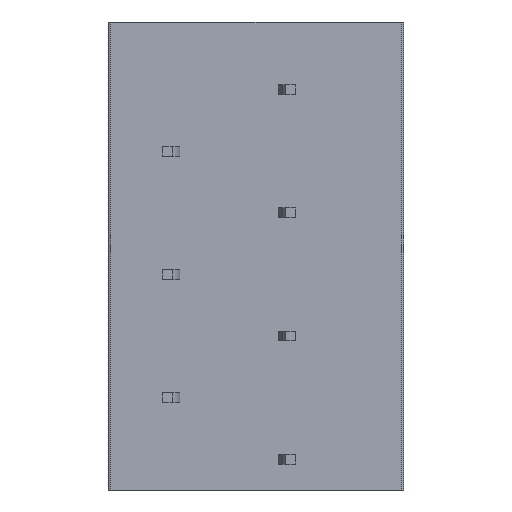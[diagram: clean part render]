
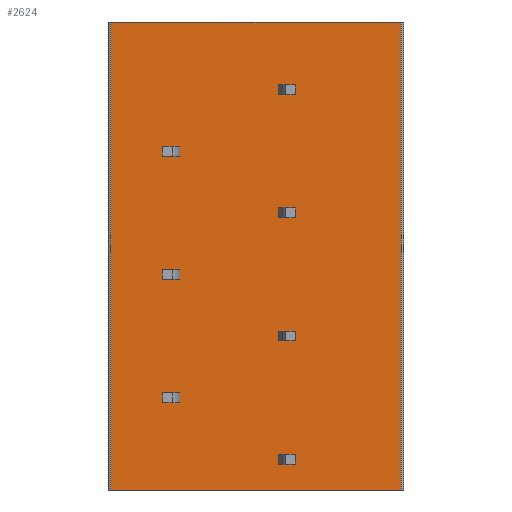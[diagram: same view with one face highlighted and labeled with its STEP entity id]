
A CAD part, front view. The second image highlights one B-rep face of the part: STEP entity #2624.
In plain terms, the highlighted planar face has unit normal (0, -1, 0).
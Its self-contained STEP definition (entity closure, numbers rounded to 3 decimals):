
#42=DIRECTION('',(1.,0.,0.));
#43=VECTOR('',#42,11.8);
#44=CARTESIAN_POINT('',(-5.9,-5.75,-16.25));
#45=LINE('',#44,#43);
#63=DIRECTION('',(0.,0.,-1.));
#64=VECTOR('',#63,19.);
#65=CARTESIAN_POINT('',(5.9,-5.75,2.75));
#66=LINE('',#65,#64);
#67=DIRECTION('',(0.,0.,-1.));
#68=VECTOR('',#67,19.);
#69=CARTESIAN_POINT('',(-5.9,-5.75,2.75));
#70=LINE('',#69,#68);
#71=DIRECTION('',(1.,0.,0.));
#72=VECTOR('',#71,0.4);
#73=CARTESIAN_POINT('',(1.2,-5.75,-0.2));
#74=LINE('',#73,#72);
#75=DIRECTION('',(0.,0.,1.));
#76=VECTOR('',#75,0.4);
#77=CARTESIAN_POINT('',(1.6,-5.75,-0.2));
#78=LINE('',#77,#76);
#79=DIRECTION('',(1.,0.,0.));
#80=VECTOR('',#79,0.4);
#81=CARTESIAN_POINT('',(1.2,-5.75,0.2));
#82=LINE('',#81,#80);
#83=DIRECTION('',(0.,0.,1.));
#84=VECTOR('',#83,0.4);
#85=CARTESIAN_POINT('',(1.2,-5.75,-0.2));
#86=LINE('',#85,#84);
#87=DIRECTION('',(1.,0.,0.));
#88=VECTOR('',#87,0.4);
#89=CARTESIAN_POINT('',(1.2,-5.75,-5.2));
#90=LINE('',#89,#88);
#91=DIRECTION('',(0.,0.,1.));
#92=VECTOR('',#91,0.4);
#93=CARTESIAN_POINT('',(1.6,-5.75,-5.2));
#94=LINE('',#93,#92);
#95=DIRECTION('',(1.,0.,0.));
#96=VECTOR('',#95,0.4);
#97=CARTESIAN_POINT('',(1.2,-5.75,-4.8));
#98=LINE('',#97,#96);
#99=DIRECTION('',(0.,0.,1.));
#100=VECTOR('',#99,0.4);
#101=CARTESIAN_POINT('',(1.2,-5.75,-5.2));
#102=LINE('',#101,#100);
#103=DIRECTION('',(1.,0.,0.));
#104=VECTOR('',#103,0.4);
#105=CARTESIAN_POINT('',(1.2,-5.75,-10.2));
#106=LINE('',#105,#104);
#107=DIRECTION('',(0.,0.,1.));
#108=VECTOR('',#107,0.4);
#109=CARTESIAN_POINT('',(1.6,-5.75,-10.2));
#110=LINE('',#109,#108);
#111=DIRECTION('',(1.,0.,0.));
#112=VECTOR('',#111,0.4);
#113=CARTESIAN_POINT('',(1.2,-5.75,-9.8));
#114=LINE('',#113,#112);
#115=DIRECTION('',(0.,0.,1.));
#116=VECTOR('',#115,0.4);
#117=CARTESIAN_POINT('',(1.2,-5.75,-10.2));
#118=LINE('',#117,#116);
#119=DIRECTION('',(1.,0.,0.));
#120=VECTOR('',#119,0.4);
#121=CARTESIAN_POINT('',(1.2,-5.75,-15.2));
#122=LINE('',#121,#120);
#123=DIRECTION('',(0.,0.,1.));
#124=VECTOR('',#123,0.4);
#125=CARTESIAN_POINT('',(1.6,-5.75,-15.2));
#126=LINE('',#125,#124);
#127=DIRECTION('',(1.,0.,0.));
#128=VECTOR('',#127,0.4);
#129=CARTESIAN_POINT('',(1.2,-5.75,-14.8));
#130=LINE('',#129,#128);
#131=DIRECTION('',(0.,0.,1.));
#132=VECTOR('',#131,0.4);
#133=CARTESIAN_POINT('',(1.2,-5.75,-15.2));
#134=LINE('',#133,#132);
#135=DIRECTION('',(1.,0.,0.));
#136=VECTOR('',#135,0.4);
#137=CARTESIAN_POINT('',(-3.8,-5.75,-2.7));
#138=LINE('',#137,#136);
#139=DIRECTION('',(0.,0.,1.));
#140=VECTOR('',#139,0.4);
#141=CARTESIAN_POINT('',(-3.4,-5.75,-2.7));
#142=LINE('',#141,#140);
#143=DIRECTION('',(1.,0.,0.));
#144=VECTOR('',#143,0.4);
#145=CARTESIAN_POINT('',(-3.8,-5.75,-2.3));
#146=LINE('',#145,#144);
#147=DIRECTION('',(0.,0.,1.));
#148=VECTOR('',#147,0.4);
#149=CARTESIAN_POINT('',(-3.8,-5.75,-2.7));
#150=LINE('',#149,#148);
#151=DIRECTION('',(1.,0.,0.));
#152=VECTOR('',#151,0.4);
#153=CARTESIAN_POINT('',(-3.8,-5.75,-7.7));
#154=LINE('',#153,#152);
#155=DIRECTION('',(0.,0.,1.));
#156=VECTOR('',#155,0.4);
#157=CARTESIAN_POINT('',(-3.4,-5.75,-7.7));
#158=LINE('',#157,#156);
#159=DIRECTION('',(1.,0.,0.));
#160=VECTOR('',#159,0.4);
#161=CARTESIAN_POINT('',(-3.8,-5.75,-7.3));
#162=LINE('',#161,#160);
#163=DIRECTION('',(0.,0.,1.));
#164=VECTOR('',#163,0.4);
#165=CARTESIAN_POINT('',(-3.8,-5.75,-7.7));
#166=LINE('',#165,#164);
#167=DIRECTION('',(1.,0.,0.));
#168=VECTOR('',#167,0.4);
#169=CARTESIAN_POINT('',(-3.8,-5.75,-12.7));
#170=LINE('',#169,#168);
#171=DIRECTION('',(0.,0.,1.));
#172=VECTOR('',#171,0.4);
#173=CARTESIAN_POINT('',(-3.4,-5.75,-12.7));
#174=LINE('',#173,#172);
#175=DIRECTION('',(1.,0.,0.));
#176=VECTOR('',#175,0.4);
#177=CARTESIAN_POINT('',(-3.8,-5.75,-12.3));
#178=LINE('',#177,#176);
#179=DIRECTION('',(0.,0.,1.));
#180=VECTOR('',#179,0.4);
#181=CARTESIAN_POINT('',(-3.8,-5.75,-12.7));
#182=LINE('',#181,#180);
#213=DIRECTION('',(1.,0.,0.));
#214=VECTOR('',#213,11.8);
#215=CARTESIAN_POINT('',(-5.9,-5.75,2.75));
#216=LINE('',#215,#214);
#1951=CARTESIAN_POINT('',(5.9,-5.75,-16.25));
#1953=VERTEX_POINT('',#1951);
#1954=CARTESIAN_POINT('',(5.9,-5.75,2.75));
#1955=VERTEX_POINT('',#1954);
#1982=CARTESIAN_POINT('',(-5.9,-5.75,-16.25));
#1984=VERTEX_POINT('',#1982);
#1988=CARTESIAN_POINT('',(-5.9,-5.75,2.75));
#1989=VERTEX_POINT('',#1988);
#2002=CARTESIAN_POINT('',(1.2,-5.75,-0.2));
#2003=CARTESIAN_POINT('',(1.6,-5.75,-0.2));
#2004=VERTEX_POINT('',#2002);
#2005=VERTEX_POINT('',#2003);
#2006=CARTESIAN_POINT('',(1.2,-5.75,0.2));
#2007=CARTESIAN_POINT('',(1.6,-5.75,0.2));
#2008=VERTEX_POINT('',#2006);
#2009=VERTEX_POINT('',#2007);
#2022=CARTESIAN_POINT('',(-3.8,-5.75,-2.7));
#2023=CARTESIAN_POINT('',(-3.4,-5.75,-2.7));
#2024=VERTEX_POINT('',#2022);
#2025=VERTEX_POINT('',#2023);
#2026=CARTESIAN_POINT('',(-3.8,-5.75,-2.3));
#2027=CARTESIAN_POINT('',(-3.4,-5.75,-2.3));
#2028=VERTEX_POINT('',#2026);
#2029=VERTEX_POINT('',#2027);
#2294=CARTESIAN_POINT('',(1.2,-5.75,-5.2));
#2295=CARTESIAN_POINT('',(1.6,-5.75,-5.2));
#2296=VERTEX_POINT('',#2294);
#2297=VERTEX_POINT('',#2295);
#2298=CARTESIAN_POINT('',(1.2,-5.75,-4.8));
#2299=CARTESIAN_POINT('',(1.6,-5.75,-4.8));
#2300=VERTEX_POINT('',#2298);
#2301=VERTEX_POINT('',#2299);
#2314=CARTESIAN_POINT('',(1.2,-5.75,-10.2));
#2315=CARTESIAN_POINT('',(1.6,-5.75,-10.2));
#2316=VERTEX_POINT('',#2314);
#2317=VERTEX_POINT('',#2315);
#2318=CARTESIAN_POINT('',(1.2,-5.75,-9.8));
#2319=CARTESIAN_POINT('',(1.6,-5.75,-9.8));
#2320=VERTEX_POINT('',#2318);
#2321=VERTEX_POINT('',#2319);
#2334=CARTESIAN_POINT('',(1.2,-5.75,-15.2));
#2335=CARTESIAN_POINT('',(1.6,-5.75,-15.2));
#2336=VERTEX_POINT('',#2334);
#2337=VERTEX_POINT('',#2335);
#2338=CARTESIAN_POINT('',(1.2,-5.75,-14.8));
#2339=CARTESIAN_POINT('',(1.6,-5.75,-14.8));
#2340=VERTEX_POINT('',#2338);
#2341=VERTEX_POINT('',#2339);
#2354=CARTESIAN_POINT('',(-3.8,-5.75,-7.7));
#2355=CARTESIAN_POINT('',(-3.4,-5.75,-7.7));
#2356=VERTEX_POINT('',#2354);
#2357=VERTEX_POINT('',#2355);
#2358=CARTESIAN_POINT('',(-3.8,-5.75,-7.3));
#2359=CARTESIAN_POINT('',(-3.4,-5.75,-7.3));
#2360=VERTEX_POINT('',#2358);
#2361=VERTEX_POINT('',#2359);
#2374=CARTESIAN_POINT('',(-3.8,-5.75,-12.7));
#2375=CARTESIAN_POINT('',(-3.4,-5.75,-12.7));
#2376=VERTEX_POINT('',#2374);
#2377=VERTEX_POINT('',#2375);
#2378=CARTESIAN_POINT('',(-3.8,-5.75,-12.3));
#2379=CARTESIAN_POINT('',(-3.4,-5.75,-12.3));
#2380=VERTEX_POINT('',#2378);
#2381=VERTEX_POINT('',#2379);
#2541=CARTESIAN_POINT('',(-6.,-5.75,-16.25));
#2542=DIRECTION('',(0.,-1.,0.));
#2543=DIRECTION('',(1.,0.,0.));
#2544=AXIS2_PLACEMENT_3D('',#2541,#2542,#2543);
#2545=PLANE('',#2544);
#2546=ORIENTED_EDGE('',*,*,#2533,.T.);
#2547=ORIENTED_EDGE('',*,*,#2489,.F.);
#2549=ORIENTED_EDGE('',*,*,#2548,.F.);
#2551=ORIENTED_EDGE('',*,*,#2550,.T.);
#2552=EDGE_LOOP('',(#2546,#2547,#2549,#2551));
#2553=FACE_OUTER_BOUND('',#2552,.F.);
#2555=ORIENTED_EDGE('',*,*,#2554,.T.);
#2557=ORIENTED_EDGE('',*,*,#2556,.T.);
#2559=ORIENTED_EDGE('',*,*,#2558,.F.);
#2561=ORIENTED_EDGE('',*,*,#2560,.F.);
#2562=EDGE_LOOP('',(#2555,#2557,#2559,#2561));
#2563=FACE_BOUND('',#2562,.F.);
#2565=ORIENTED_EDGE('',*,*,#2564,.T.);
#2567=ORIENTED_EDGE('',*,*,#2566,.T.);
#2569=ORIENTED_EDGE('',*,*,#2568,.F.);
#2571=ORIENTED_EDGE('',*,*,#2570,.F.);
#2572=EDGE_LOOP('',(#2565,#2567,#2569,#2571));
#2573=FACE_BOUND('',#2572,.F.);
#2575=ORIENTED_EDGE('',*,*,#2574,.T.);
#2577=ORIENTED_EDGE('',*,*,#2576,.T.);
#2579=ORIENTED_EDGE('',*,*,#2578,.F.);
#2581=ORIENTED_EDGE('',*,*,#2580,.F.);
#2582=EDGE_LOOP('',(#2575,#2577,#2579,#2581));
#2583=FACE_BOUND('',#2582,.F.);
#2585=ORIENTED_EDGE('',*,*,#2584,.T.);
#2587=ORIENTED_EDGE('',*,*,#2586,.T.);
#2589=ORIENTED_EDGE('',*,*,#2588,.F.);
#2591=ORIENTED_EDGE('',*,*,#2590,.F.);
#2592=EDGE_LOOP('',(#2585,#2587,#2589,#2591));
#2593=FACE_BOUND('',#2592,.F.);
#2595=ORIENTED_EDGE('',*,*,#2594,.T.);
#2597=ORIENTED_EDGE('',*,*,#2596,.T.);
#2599=ORIENTED_EDGE('',*,*,#2598,.F.);
#2601=ORIENTED_EDGE('',*,*,#2600,.F.);
#2602=EDGE_LOOP('',(#2595,#2597,#2599,#2601));
#2603=FACE_BOUND('',#2602,.F.);
#2605=ORIENTED_EDGE('',*,*,#2604,.T.);
#2607=ORIENTED_EDGE('',*,*,#2606,.T.);
#2609=ORIENTED_EDGE('',*,*,#2608,.F.);
#2611=ORIENTED_EDGE('',*,*,#2610,.F.);
#2612=EDGE_LOOP('',(#2605,#2607,#2609,#2611));
#2613=FACE_BOUND('',#2612,.F.);
#2615=ORIENTED_EDGE('',*,*,#2614,.T.);
#2617=ORIENTED_EDGE('',*,*,#2616,.T.);
#2619=ORIENTED_EDGE('',*,*,#2618,.F.);
#2621=ORIENTED_EDGE('',*,*,#2620,.F.);
#2622=EDGE_LOOP('',(#2615,#2617,#2619,#2621));
#2623=FACE_BOUND('',#2622,.F.);
#2624=ADVANCED_FACE('',(#2553,#2563,#2573,#2583,#2593,#2603,#2613,#2623),#2545,
.T.);
#2489=EDGE_CURVE('',#1984,#1953,#45,.T.);
#2533=EDGE_CURVE('',#1955,#1953,#66,.T.);
#2548=EDGE_CURVE('',#1989,#1984,#70,.T.);
#2550=EDGE_CURVE('',#1989,#1955,#216,.T.);
#2554=EDGE_CURVE('',#2004,#2005,#74,.T.);
#2556=EDGE_CURVE('',#2005,#2009,#78,.T.);
#2558=EDGE_CURVE('',#2008,#2009,#82,.T.);
#2560=EDGE_CURVE('',#2004,#2008,#86,.T.);
#2564=EDGE_CURVE('',#2296,#2297,#90,.T.);
#2566=EDGE_CURVE('',#2297,#2301,#94,.T.);
#2568=EDGE_CURVE('',#2300,#2301,#98,.T.);
#2570=EDGE_CURVE('',#2296,#2300,#102,.T.);
#2574=EDGE_CURVE('',#2316,#2317,#106,.T.);
#2576=EDGE_CURVE('',#2317,#2321,#110,.T.);
#2578=EDGE_CURVE('',#2320,#2321,#114,.T.);
#2580=EDGE_CURVE('',#2316,#2320,#118,.T.);
#2584=EDGE_CURVE('',#2336,#2337,#122,.T.);
#2586=EDGE_CURVE('',#2337,#2341,#126,.T.);
#2588=EDGE_CURVE('',#2340,#2341,#130,.T.);
#2590=EDGE_CURVE('',#2336,#2340,#134,.T.);
#2594=EDGE_CURVE('',#2024,#2025,#138,.T.);
#2596=EDGE_CURVE('',#2025,#2029,#142,.T.);
#2598=EDGE_CURVE('',#2028,#2029,#146,.T.);
#2600=EDGE_CURVE('',#2024,#2028,#150,.T.);
#2604=EDGE_CURVE('',#2356,#2357,#154,.T.);
#2606=EDGE_CURVE('',#2357,#2361,#158,.T.);
#2608=EDGE_CURVE('',#2360,#2361,#162,.T.);
#2610=EDGE_CURVE('',#2356,#2360,#166,.T.);
#2614=EDGE_CURVE('',#2376,#2377,#170,.T.);
#2616=EDGE_CURVE('',#2377,#2381,#174,.T.);
#2618=EDGE_CURVE('',#2380,#2381,#178,.T.);
#2620=EDGE_CURVE('',#2376,#2380,#182,.T.);
